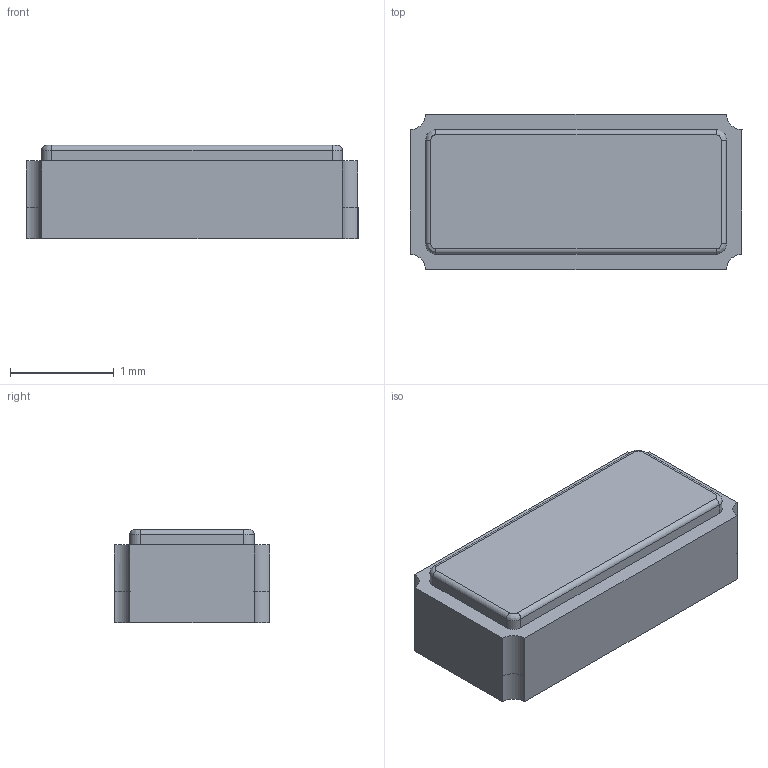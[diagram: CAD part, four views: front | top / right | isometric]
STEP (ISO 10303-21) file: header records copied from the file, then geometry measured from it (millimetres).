
FILE_DESCRIPTION (( 'STEP AP214' ), '1' );
FILE_NAME ('User Library-ECX-31B.STEP', '2018-11-05T14:15:13', ( '' ), ( '' ), 'SwSTEP 2.0', 'SolidWorks 2018', '' );
FILE_SCHEMA (( 'AUTOMOTIVE_DESIGN' ));
Length unit declared in the file: millimetre
Products named in the file (4): User Library-ECX-31B_ECX_31B; User Library-ECX-31B_Fillet001; User Library-ECX-31B_Cut; User Library-ECX-31B
Assembly tree (3 placements, depth 2):
  User Library-ECX-31B
    User Library-ECX-31B_Cut
    User Library-ECX-31B_Fillet001
    User Library-ECX-31B_ECX_31B
Bounding box: 3.2 x 1.5 x 0.9 mm (x, y, z)
Volume: 4.1 mm3; surface area: 31.8 mm2
Topology: 4 solids, 4 shells, 75 faces, 187 edges, 120 vertices
Faces by surface type: plane 54, cylinder 17, bspline 4
Entity records: 3235 total; most frequent: CARTESIAN_POINT 460, ORIENTED_EDGE 374, DIRECTION 371, EDGE_CURVE 187, VECTOR 149, LINE 149, VERTEX_POINT 120, AXIS2_PLACEMENT_3D 111
